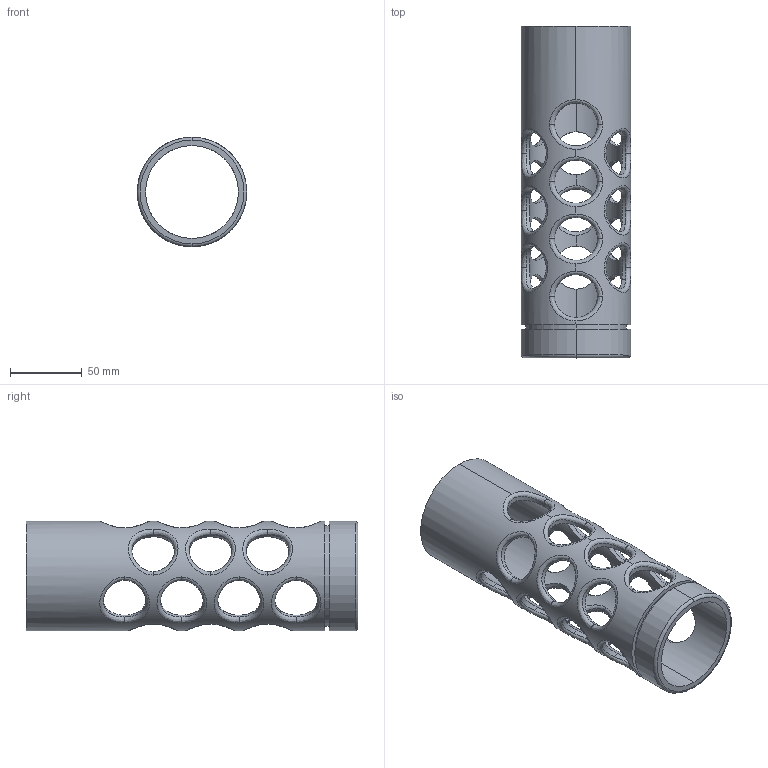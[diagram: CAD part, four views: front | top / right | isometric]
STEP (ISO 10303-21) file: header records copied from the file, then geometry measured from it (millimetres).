
FILE_DESCRIPTION(('STEP AP214'),'1');
FILE_NAME('tmp0.STEP','2020-11-16T16:40:21',(' '),(' '),'Spatial InterOp 3D',' ',' ');
FILE_SCHEMA(('automotive_design'));
Length unit declared in the file: millimetre
Products named in the file (1): 1
Bounding box: 76.49 x 232 x 76.49 mm (x, y, z)
Volume: 203449.8 mm3; surface area: 84790.2 mm2
Topology: 1 solids, 1 shells, 100 faces, 326 edges, 216 vertices
Faces by surface type: cylinder 50, bspline 44, plane 4, torus 2
Entity records: 17240 total; most frequent: CARTESIAN_POINT 14003, ORIENTED_EDGE 652, EDGE_CURVE 326, DIRECTION 262, B_SPLINE_CURVE_WITH_KNOTS 220, VERTEX_POINT 216, EDGE_LOOP 132, STYLED_ITEM 101
